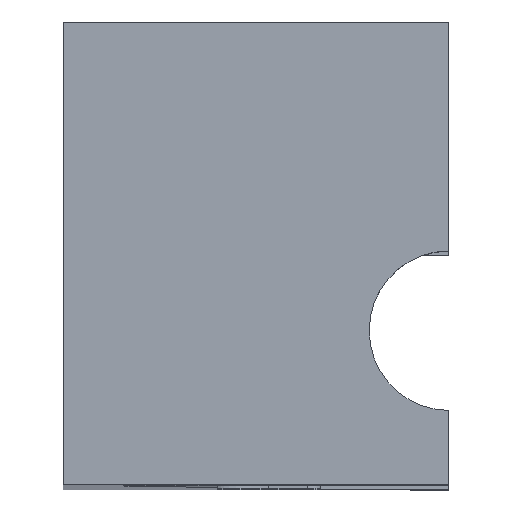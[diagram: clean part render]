
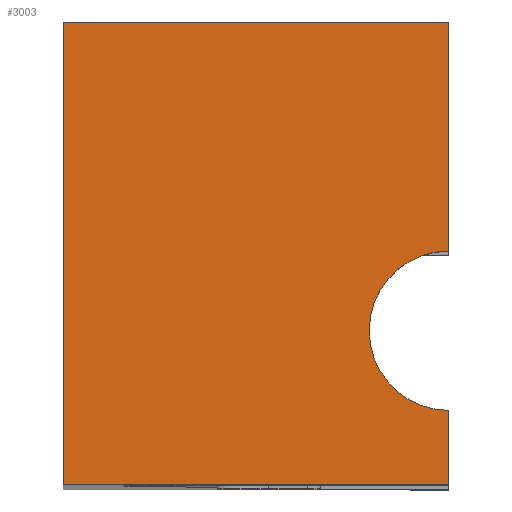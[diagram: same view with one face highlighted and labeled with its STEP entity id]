
A CAD part, top view. The second image highlights one B-rep face of the part: STEP entity #3003.
In plain terms, the highlighted planar face has unit normal (0, 0, 1).
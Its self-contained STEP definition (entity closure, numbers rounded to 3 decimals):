
#316=FACE_OUTER_BOUND('',#484,.T.);
#484=EDGE_LOOP('',(#2231,#2232,#2233,#2234,#2235,#2236));
#681=CIRCLE('',#3245,3.1);
#818=LINE('',#4470,#1069);
#854=LINE('',#4612,#1105);
#911=LINE('',#4773,#1162);
#912=LINE('',#4775,#1163);
#913=LINE('',#4776,#1164);
#1069=VECTOR('',#3519,10.);
#1105=VECTOR('',#3619,10.);
#1162=VECTOR('',#3772,10.);
#1163=VECTOR('',#3773,10.);
#1164=VECTOR('',#3774,10.);
#1320=VERTEX_POINT('',#4467);
#1321=VERTEX_POINT('',#4469);
#1388=VERTEX_POINT('',#4609);
#1389=VERTEX_POINT('',#4611);
#1445=VERTEX_POINT('',#4772);
#1446=VERTEX_POINT('',#4774);
#1599=EDGE_CURVE('',#1321,#1320,#818,.T.);
#1667=EDGE_CURVE('',#1389,#1388,#854,.T.);
#1747=EDGE_CURVE('',#1388,#1321,#681,.T.);
#1748=EDGE_CURVE('',#1320,#1445,#911,.T.);
#1749=EDGE_CURVE('',#1445,#1446,#912,.T.);
#1750=EDGE_CURVE('',#1389,#1446,#913,.T.);
#2231=ORIENTED_EDGE('',*,*,#1667,.T.);
#2232=ORIENTED_EDGE('',*,*,#1747,.T.);
#2233=ORIENTED_EDGE('',*,*,#1599,.T.);
#2234=ORIENTED_EDGE('',*,*,#1748,.T.);
#2235=ORIENTED_EDGE('',*,*,#1749,.T.);
#2236=ORIENTED_EDGE('',*,*,#1750,.F.);
#2935=PLANE('',#3244);
#3003=ADVANCED_FACE('',(#316),#2935,.T.);
#3244=AXIS2_PLACEMENT_3D('',#4770,#3768,#3769);
#3245=AXIS2_PLACEMENT_3D('',#4771,#3770,#3771);
#3519=DIRECTION('',(0.,1.,0.));
#3619=DIRECTION('',(0.,1.,0.));
#3768=DIRECTION('center_axis',(0.,0.,1.));
#3769=DIRECTION('ref_axis',(1.,0.,0.));
#3770=DIRECTION('center_axis',(0.,0.,-1.));
#3771=DIRECTION('ref_axis',(-1.,0.,0.));
#3772=DIRECTION('',(-1.,0.,0.));
#3773=DIRECTION('',(0.,-1.,0.));
#3774=DIRECTION('',(-1.,0.,0.));
#4467=CARTESIAN_POINT('',(0.,12.,5.));
#4469=CARTESIAN_POINT('',(0.,3.1,5.));
#4470=CARTESIAN_POINT('',(0.,-1.25,5.));
#4609=CARTESIAN_POINT('',(0.,-3.1,5.));
#4611=CARTESIAN_POINT('',(0.,-6.,5.));
#4612=CARTESIAN_POINT('',(0.,-1.25,5.));
#4770=CARTESIAN_POINT('Origin',(0.,3.5,5.));
#4771=CARTESIAN_POINT('Origin',(0.,0.,5.));
#4772=CARTESIAN_POINT('',(-15.,12.,5.));
#4773=CARTESIAN_POINT('',(15.,12.,5.));
#4774=CARTESIAN_POINT('',(-15.,-6.,5.));
#4775=CARTESIAN_POINT('',(-15.,12.,5.));
#4776=CARTESIAN_POINT('',(15.,-6.,5.));
